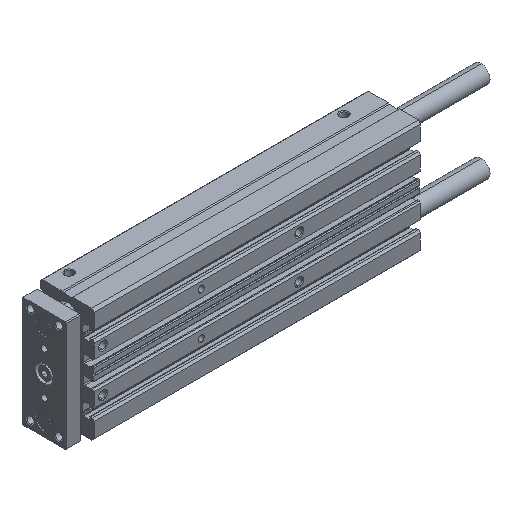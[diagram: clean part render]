
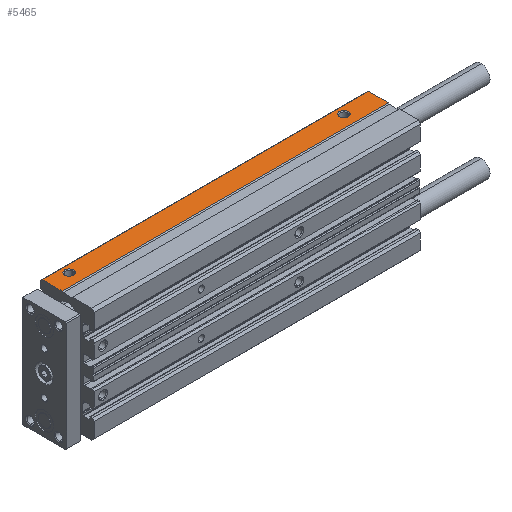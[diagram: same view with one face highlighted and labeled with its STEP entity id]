
A CAD part, isometric view. The second image highlights one B-rep face of the part: STEP entity #5465.
In plain terms, the highlighted planar face has unit normal (0, 0, 1).
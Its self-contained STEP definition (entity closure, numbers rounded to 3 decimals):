
#230 = CARTESIAN_POINT ( 'NONE',  ( 0., 3., 32. ) ) ;
#299 = EDGE_LOOP ( 'NONE', ( #8608, #10044, #6406, #8311 ) ) ;
#481 = CARTESIAN_POINT ( 'NONE',  ( 183., 14.2, 32. ) ) ;
#614 = EDGE_CURVE ( 'NONE', #4600, #12174, #5110, .T. ) ;
#1035 = LINE ( 'NONE', #9918, #10327 ) ;
#1117 = CARTESIAN_POINT ( 'NONE',  ( 0., 3., 32. ) ) ;
#1136 = AXIS2_PLACEMENT_3D ( 'NONE', #11136, #1550, #2387 ) ;
#1386 = DIRECTION ( 'NONE',  ( 1., 0., 0. ) ) ;
#1550 = DIRECTION ( 'NONE',  ( 0., 0., -1. ) ) ;
#1641 = PLANE ( 'NONE',  #9466 ) ;
#1806 = CIRCLE ( 'NONE', #11603, 2.5 ) ;
#1866 = DIRECTION ( 'NONE',  ( 0., 0., -1. ) ) ;
#1875 = VERTEX_POINT ( 'NONE', #481 ) ;
#1993 = CIRCLE ( 'NONE', #6718, 2.5 ) ;
#2387 = DIRECTION ( 'NONE',  ( 1., 0., 0. ) ) ;
#2437 = CARTESIAN_POINT ( 'NONE',  ( 0., 14.2, 32. ) ) ;
#2693 = CARTESIAN_POINT ( 'NONE',  ( 0., 14.2, 32. ) ) ;
#3219 = EDGE_CURVE ( 'NONE', #6562, #11035, #11313, .T. ) ;
#3483 = CARTESIAN_POINT ( 'NONE',  ( 165., 10., 32. ) ) ;
#4078 = CARTESIAN_POINT ( 'NONE',  ( 183., 3., 32. ) ) ;
#4107 = DIRECTION ( 'NONE',  ( 0., -1., 0. ) ) ;
#4138 = DIRECTION ( 'NONE',  ( 0., -1., 0. ) ) ;
#4269 = ORIENTED_EDGE ( 'NONE', *, *, #9985, .T. ) ;
#4600 = VERTEX_POINT ( 'NONE', #2437 ) ;
#4617 = EDGE_CURVE ( 'NONE', #1875, #4600, #9469, .T. ) ;
#4898 = CARTESIAN_POINT ( 'NONE',  ( 13.5, 10., 32. ) ) ;
#4928 = DIRECTION ( 'NONE',  ( 1., 0., 0. ) ) ;
#5110 = LINE ( 'NONE', #230, #7424 ) ;
#5465 = ADVANCED_FACE ( 'NONE', ( #8863, #8235, #7291 ), #1641, .T. ) ;
#5599 = DIRECTION ( 'NONE',  ( 1., 0., 0. ) ) ;
#6406 = ORIENTED_EDGE ( 'NONE', *, *, #7384, .F. ) ;
#6546 = VERTEX_POINT ( 'NONE', #4078 ) ;
#6562 = VERTEX_POINT ( 'NONE', #7226 ) ;
#6689 = CIRCLE ( 'NONE', #1136, 2.5 ) ;
#6718 = AXIS2_PLACEMENT_3D ( 'NONE', #10624, #1866, #6815 ) ;
#6815 = DIRECTION ( 'NONE',  ( 1., 0., 0. ) ) ;
#7226 = CARTESIAN_POINT ( 'NONE',  ( 167.5, 10., 32. ) ) ;
#7291 = FACE_BOUND ( 'NONE', #9285, .T. ) ;
#7384 = EDGE_CURVE ( 'NONE', #1875, #6546, #1035, .T. ) ;
#7424 = VECTOR ( 'NONE', #4138, 1000. ) ;
#7465 = DIRECTION ( 'NONE',  ( 0., 0., -1. ) ) ;
#7469 = VERTEX_POINT ( 'NONE', #8010 ) ;
#7597 = EDGE_CURVE ( 'NONE', #11035, #6562, #6689, .T. ) ;
#7650 = AXIS2_PLACEMENT_3D ( 'NONE', #3483, #7465, #5599 ) ;
#8010 = CARTESIAN_POINT ( 'NONE',  ( 8.5, 10., 32. ) ) ;
#8035 = VERTEX_POINT ( 'NONE', #4898 ) ;
#8166 = EDGE_CURVE ( 'NONE', #6546, #12174, #8916, .T. ) ;
#8235 = FACE_BOUND ( 'NONE', #12619, .T. ) ;
#8311 = ORIENTED_EDGE ( 'NONE', *, *, #4617, .T. ) ;
#8489 = DIRECTION ( 'NONE',  ( 0., 0., 1. ) ) ;
#8523 = VECTOR ( 'NONE', #12052, 1000. ) ;
#8608 = ORIENTED_EDGE ( 'NONE', *, *, #614, .T. ) ;
#8863 = FACE_OUTER_BOUND ( 'NONE', #299, .T. ) ;
#8916 = LINE ( 'NONE', #1117, #8523 ) ;
#9285 = EDGE_LOOP ( 'NONE', ( #11533, #10864 ) ) ;
#9466 = AXIS2_PLACEMENT_3D ( 'NONE', #11163, #8489, #1386 ) ;
#9469 = LINE ( 'NONE', #2693, #10661 ) ;
#9764 = CARTESIAN_POINT ( 'NONE',  ( 0., 3., 32. ) ) ;
#9833 = ORIENTED_EDGE ( 'NONE', *, *, #11695, .T. ) ;
#9918 = CARTESIAN_POINT ( 'NONE',  ( 183., 0., 32. ) ) ;
#9985 = EDGE_CURVE ( 'NONE', #7469, #8035, #1993, .T. ) ;
#10044 = ORIENTED_EDGE ( 'NONE', *, *, #8166, .F. ) ;
#10055 = CARTESIAN_POINT ( 'NONE',  ( 162.5, 10., 32. ) ) ;
#10327 = VECTOR ( 'NONE', #4107, 1000. ) ;
#10624 = CARTESIAN_POINT ( 'NONE',  ( 11., 10., 32. ) ) ;
#10661 = VECTOR ( 'NONE', #11256, 1000. ) ;
#10674 = DIRECTION ( 'NONE',  ( 0., 0., -1. ) ) ;
#10864 = ORIENTED_EDGE ( 'NONE', *, *, #7597, .T. ) ;
#11035 = VERTEX_POINT ( 'NONE', #10055 ) ;
#11136 = CARTESIAN_POINT ( 'NONE',  ( 165., 10., 32. ) ) ;
#11163 = CARTESIAN_POINT ( 'NONE',  ( 0., 3., 32. ) ) ;
#11256 = DIRECTION ( 'NONE',  ( -1., 0., 0. ) ) ;
#11313 = CIRCLE ( 'NONE', #7650, 2.5 ) ;
#11533 = ORIENTED_EDGE ( 'NONE', *, *, #3219, .T. ) ;
#11603 = AXIS2_PLACEMENT_3D ( 'NONE', #11698, #10674, #4928 ) ;
#11695 = EDGE_CURVE ( 'NONE', #8035, #7469, #1806, .T. ) ;
#11698 = CARTESIAN_POINT ( 'NONE',  ( 11., 10., 32. ) ) ;
#12052 = DIRECTION ( 'NONE',  ( -1., 0., 0. ) ) ;
#12174 = VERTEX_POINT ( 'NONE', #9764 ) ;
#12619 = EDGE_LOOP ( 'NONE', ( #9833, #4269 ) ) ;
